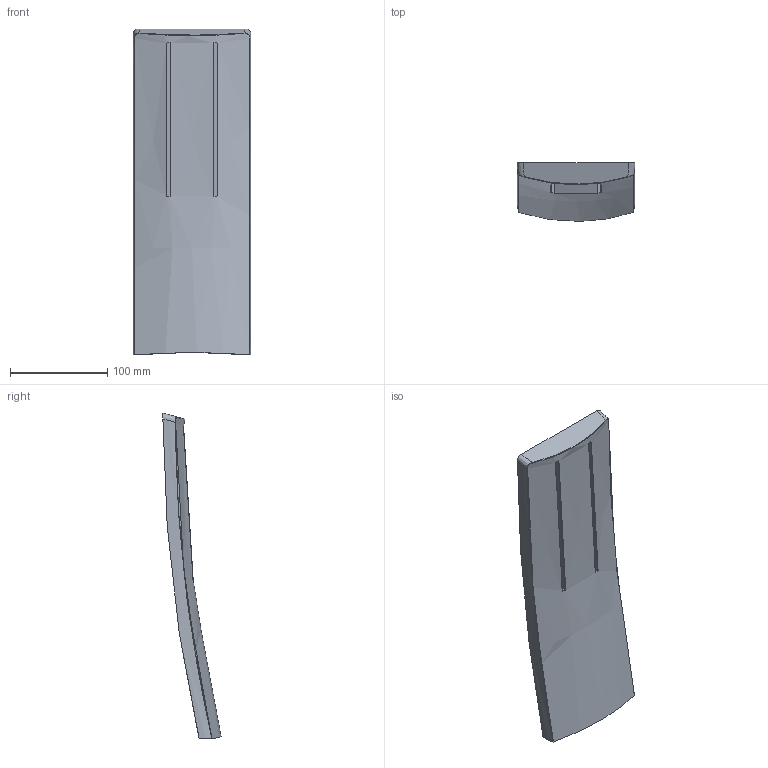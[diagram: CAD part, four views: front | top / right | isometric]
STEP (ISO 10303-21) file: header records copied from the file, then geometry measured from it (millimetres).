
FILE_DESCRIPTION (( 'STEP AP214' ), '1' );
FILE_NAME ('riser_front.STEP', '2014-09-29T23:32:50', ( '' ), ( '' ), 'SwSTEP 2.0', 'SolidWorks 2014', '' );
FILE_SCHEMA (( 'AUTOMOTIVE_DESIGN' ));
Length unit declared in the file: millimetre
Products named in the file (1): riser_front
Bounding box: 120.99 x 59.83 x 334.7 mm (x, y, z)
Volume: 756147 mm3; surface area: 102018.8 mm2
Topology: 1 solids, 1 shells, 47 faces, 109 edges, 66 vertices
Faces by surface type: bspline 35, plane 11, cylinder 1
Entity records: 3739 total; most frequent: CARTESIAN_POINT 2652, ORIENTED_EDGE 218, EDGE_CURVE 109, B_SPLINE_CURVE_WITH_KNOTS 86, VERTEX_POINT 66, DIRECTION 57, EDGE_LOOP 49, FACE_OUTER_BOUND 47
